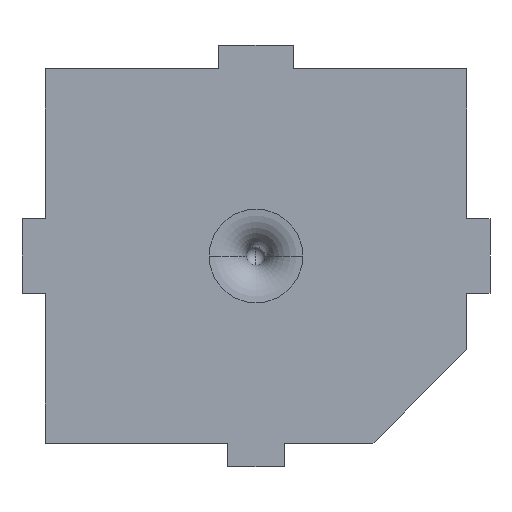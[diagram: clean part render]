
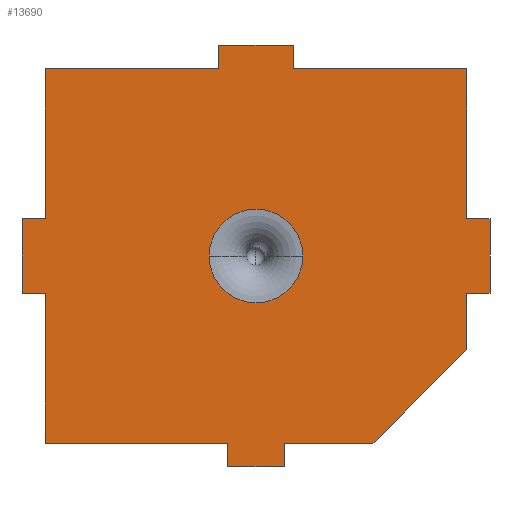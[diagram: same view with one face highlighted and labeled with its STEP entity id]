
A CAD part, front view. The second image highlights one B-rep face of the part: STEP entity #13690.
In plain terms, the highlighted planar face has unit normal (0, -1, 0).
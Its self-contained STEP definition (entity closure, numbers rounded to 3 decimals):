
#500=CARTESIAN_POINT('',(1.25,0.,-2.));
#510=VERTEX_POINT('',#500);
#680=CARTESIAN_POINT('',(-2.25,0.,-2.));
#690=VERTEX_POINT('',#680);
#720=CARTESIAN_POINT('',(0.,-0.,-2.));
#730=DIRECTION('',(1.,0.,-0.));
#740=VECTOR('',#730,1.);
#750=LINE('',#720,#740);
#760=CARTESIAN_POINT('',(-0.3,0.,-2.));
#770=VERTEX_POINT('',#760);
#780=EDGE_CURVE('',#690,#770,#750,.T.);
#1000=CARTESIAN_POINT('',(0.3,0.,-2.));
#1010=VERTEX_POINT('',#1000);
#1040=CARTESIAN_POINT('',(0.,-0.,-2.));
#1050=DIRECTION('',(1.,0.,-0.));
#1060=VECTOR('',#1050,1.);
#1070=LINE('',#1040,#1060);
#1080=EDGE_CURVE('',#1010,#510,#1070,.T.);
#7560=CARTESIAN_POINT('',(0.,-0.,-0.4));
#7570=DIRECTION('',(-1.,-0.,0.));
#7580=VECTOR('',#7570,1.);
#7590=LINE('',#7560,#7580);
#7600=CARTESIAN_POINT('',(2.5,0.,-0.4));
#7610=VERTEX_POINT('',#7600);
#7620=CARTESIAN_POINT('',(2.25,0.,-0.4));
#7630=VERTEX_POINT('',#7620);
#7640=EDGE_CURVE('',#7610,#7630,#7590,.T.);
#8020=CARTESIAN_POINT('',(-2.25,0.,0.4));
#8030=VERTEX_POINT('',#8020);
#8180=CARTESIAN_POINT('',(-2.25,0.,-0.4));
#8190=VERTEX_POINT('',#8180);
#8220=CARTESIAN_POINT('',(-2.25,0.,0.));
#8230=DIRECTION('',(0.,0.,1.));
#8240=VECTOR('',#8230,1.);
#8250=LINE('',#8220,#8240);
#8260=EDGE_CURVE('',#690,#8190,#8250,.T.);
#8340=CARTESIAN_POINT('',(-2.25,0.,2.));
#8350=VERTEX_POINT('',#8340);
#8380=CARTESIAN_POINT('',(-2.25,0.,0.));
#8390=DIRECTION('',(0.,0.,1.));
#8400=VECTOR('',#8390,1.);
#8410=LINE('',#8380,#8400);
#8420=EDGE_CURVE('',#8030,#8350,#8410,.T.);
#8630=CARTESIAN_POINT('',(0.4,0.,2.25));
#8640=VERTEX_POINT('',#8630);
#8720=CARTESIAN_POINT('',(0.4,0.,2.));
#8730=VERTEX_POINT('',#8720);
#8760=CARTESIAN_POINT('',(0.4,0.,0.));
#8770=DIRECTION('',(-0.,0.,1.));
#8780=VECTOR('',#8770,1.);
#8790=LINE('',#8760,#8780);
#8800=EDGE_CURVE('',#8730,#8640,#8790,.T.);
#8900=CARTESIAN_POINT('',(0.,0.,0.4));
#8910=DIRECTION('',(1.,0.,0.));
#8920=VECTOR('',#8910,1.);
#8930=LINE('',#8900,#8920);
#8940=CARTESIAN_POINT('',(-2.5,0.,0.4));
#8950=VERTEX_POINT('',#8940);
#8960=EDGE_CURVE('',#8950,#8030,#8930,.T.);
#9560=CARTESIAN_POINT('',(-0.4,0.,2.25));
#9570=VERTEX_POINT('',#9560);
#9620=CARTESIAN_POINT('',(0.,0.,2.25));
#9630=DIRECTION('',(1.,0.,0.));
#9640=VECTOR('',#9630,1.);
#9650=LINE('',#9620,#9640);
#9660=EDGE_CURVE('',#9570,#8640,#9650,.T.);
#10120=CARTESIAN_POINT('',(2.25,0.,-1.));
#10130=VERTEX_POINT('',#10120);
#10180=CARTESIAN_POINT('',(0.,-0.,-3.25));
#10190=DIRECTION('',(-0.707,0.,-0.707));
#10200=VECTOR('',#10190,1.);
#10210=LINE('',#10180,#10200);
#10220=EDGE_CURVE('',#10130,#510,#10210,.T.);
#10400=CARTESIAN_POINT('',(-0.4,0.,0.));
#10410=DIRECTION('',(0.,0.,1.));
#10420=VECTOR('',#10410,1.);
#10430=LINE('',#10400,#10420);
#10440=CARTESIAN_POINT('',(-0.4,0.,2.));
#10450=VERTEX_POINT('',#10440);
#10460=EDGE_CURVE('',#10450,#9570,#10430,.T.);
#12020=CARTESIAN_POINT('',(-2.5,0.,-0.4));
#12030=VERTEX_POINT('',#12020);
#12150=CARTESIAN_POINT('',(-2.5,0.,0.));
#12160=DIRECTION('',(0.,0.,1.));
#12170=VECTOR('',#12160,1.);
#12180=LINE('',#12150,#12170);
#12190=EDGE_CURVE('',#12030,#8950,#12180,.T.);
#12660=CARTESIAN_POINT('',(-2.625,0.,-2.363));
#12670=DIRECTION('',(0.,-1.,0.));
#12680=DIRECTION('',(-1.,-0.,0.));
#12690=AXIS2_PLACEMENT_3D('',#12660,#12670,#12680);
#12700=PLANE('',#12690);
#12710=ORIENTED_EDGE('',*,*,#8260,.F.);
#12720=CARTESIAN_POINT('',(0.,0.,-0.4));
#12730=DIRECTION('',(-1.,-0.,-0.));
#12740=VECTOR('',#12730,1.);
#12750=LINE('',#12720,#12740);
#12760=EDGE_CURVE('',#8190,#12030,#12750,.T.);
#12770=ORIENTED_EDGE('',*,*,#12760,.F.);
#12780=ORIENTED_EDGE('',*,*,#12190,.F.);
#12790=ORIENTED_EDGE('',*,*,#8960,.F.);
#12800=ORIENTED_EDGE('',*,*,#8420,.F.);
#12810=CARTESIAN_POINT('',(0.,0.,2.));
#12820=DIRECTION('',(1.,-0.,-0.));
#12830=VECTOR('',#12820,1.);
#12840=LINE('',#12810,#12830);
#12850=EDGE_CURVE('',#8350,#10450,#12840,.T.);
#12860=ORIENTED_EDGE('',*,*,#12850,.F.);
#12870=ORIENTED_EDGE('',*,*,#10460,.F.);
#12880=ORIENTED_EDGE('',*,*,#9660,.F.);
#12890=ORIENTED_EDGE('',*,*,#8800,.T.);
#12900=CARTESIAN_POINT('',(0.,0.,2.));
#12910=DIRECTION('',(1.,-0.,-0.));
#12920=VECTOR('',#12910,1.);
#12930=LINE('',#12900,#12920);
#12940=CARTESIAN_POINT('',(2.25,0.,2.));
#12950=VERTEX_POINT('',#12940);
#12960=EDGE_CURVE('',#8730,#12950,#12930,.T.);
#12970=ORIENTED_EDGE('',*,*,#12960,.F.);
#12980=CARTESIAN_POINT('',(2.25,0.,0.));
#12990=DIRECTION('',(-0.,0.,1.));
#13000=VECTOR('',#12990,1.);
#13010=LINE('',#12980,#13000);
#13020=CARTESIAN_POINT('',(2.25,0.,0.4));
#13030=VERTEX_POINT('',#13020);
#13040=EDGE_CURVE('',#13030,#12950,#13010,.T.);
#13050=ORIENTED_EDGE('',*,*,#13040,.T.);
#13060=CARTESIAN_POINT('',(0.,0.,0.4));
#13070=DIRECTION('',(1.,-0.,-0.));
#13080=VECTOR('',#13070,1.);
#13090=LINE('',#13060,#13080);
#13100=CARTESIAN_POINT('',(2.5,0.,0.4));
#13110=VERTEX_POINT('',#13100);
#13120=EDGE_CURVE('',#13030,#13110,#13090,.T.);
#13130=ORIENTED_EDGE('',*,*,#13120,.F.);
#13140=CARTESIAN_POINT('',(2.5,0.,0.));
#13150=DIRECTION('',(-0.,0.,1.));
#13160=VECTOR('',#13150,1.);
#13170=LINE('',#13140,#13160);
#13180=EDGE_CURVE('',#7610,#13110,#13170,.T.);
#13190=ORIENTED_EDGE('',*,*,#13180,.T.);
#13200=ORIENTED_EDGE('',*,*,#7640,.F.);
#13210=CARTESIAN_POINT('',(2.25,0.,0.));
#13220=DIRECTION('',(-0.,0.,1.));
#13230=VECTOR('',#13220,1.);
#13240=LINE('',#13210,#13230);
#13250=EDGE_CURVE('',#10130,#7630,#13240,.T.);
#13260=ORIENTED_EDGE('',*,*,#13250,.T.);
#13270=ORIENTED_EDGE('',*,*,#10220,.F.);
#13280=ORIENTED_EDGE('',*,*,#1080,.T.);
#13290=CARTESIAN_POINT('',(0.3,0.,0.));
#13300=DIRECTION('',(0.,-0.,-1.));
#13310=VECTOR('',#13300,1.);
#13320=LINE('',#13290,#13310);
#13330=CARTESIAN_POINT('',(0.3,0.,-2.25));
#13340=VERTEX_POINT('',#13330);
#13350=EDGE_CURVE('',#1010,#13340,#13320,.T.);
#13360=ORIENTED_EDGE('',*,*,#13350,.F.);
#13370=CARTESIAN_POINT('',(0.,0.,-2.25));
#13380=DIRECTION('',(-1.,-0.,-0.));
#13390=VECTOR('',#13380,1.);
#13400=LINE('',#13370,#13390);
#13410=CARTESIAN_POINT('',(-0.3,0.,-2.25));
#13420=VERTEX_POINT('',#13410);
#13430=EDGE_CURVE('',#13340,#13420,#13400,.T.);
#13440=ORIENTED_EDGE('',*,*,#13430,.F.);
#13450=CARTESIAN_POINT('',(-0.3,-0.,0.));
#13460=DIRECTION('',(-0.,0.,-1.));
#13470=VECTOR('',#13460,1.);
#13480=LINE('',#13450,#13470);
#13490=EDGE_CURVE('',#770,#13420,#13480,.T.);
#13500=ORIENTED_EDGE('',*,*,#13490,.T.);
#13510=ORIENTED_EDGE('',*,*,#780,.T.);
#13520=EDGE_LOOP('',(#13510,#13500,#13440,#13360,#13280,#13270,#13260,
#13200,#13190,#13130,#13050,#12970,#12890,#12880,#12870,#12860,#12800,
#12790,#12780,#12770,#12710));
#13530=FACE_OUTER_BOUND('',#13520,.T.);
#13540=CARTESIAN_POINT('',(0.,0.,
0.));
#13550=DIRECTION('',(0.,1.,0.));
#13560=DIRECTION('',(1.,-0.,0.));
#13570=AXIS2_PLACEMENT_3D('',#13540,#13550,#13560);
#13580=CIRCLE('',#13570,0.5);
#13590=CARTESIAN_POINT('',(0.5,0.,
0.));
#13600=VERTEX_POINT('',#13590);
#13610=CARTESIAN_POINT('',(-0.5,0.,
0.));
#13620=VERTEX_POINT('',#13610);
#13630=EDGE_CURVE('',#13600,#13620,#13580,.T.);
#13640=ORIENTED_EDGE('',*,*,#13630,.T.);
#13650=EDGE_CURVE('',#13620,#13600,#13580,.T.);
#13660=ORIENTED_EDGE('',*,*,#13650,.T.);
#13670=EDGE_LOOP('',(#13660,#13640));
#13680=FACE_BOUND('',#13670,.T.);
#13690=ADVANCED_FACE('',(#13530,#13680),#12700,.T.);
